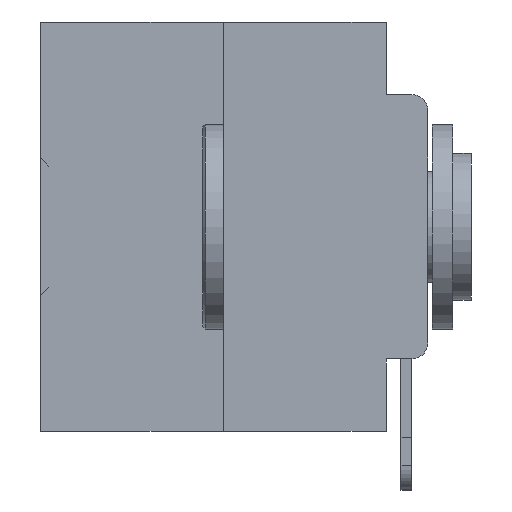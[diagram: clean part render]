
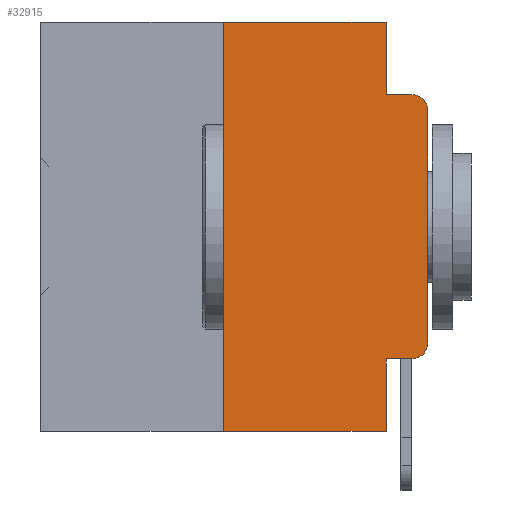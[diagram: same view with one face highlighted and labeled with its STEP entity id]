
A CAD part, left-side view. The second image highlights one B-rep face of the part: STEP entity #32915.
In plain terms, the highlighted planar face has unit normal (-1, 0, 0).
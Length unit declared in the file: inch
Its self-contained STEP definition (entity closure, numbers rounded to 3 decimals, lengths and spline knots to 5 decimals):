
#205 = EDGE_CURVE ( 'NONE', #21672, #22664, #7870, .T. ) ;
#365 = ORIENTED_EDGE ( 'NONE', *, *, #2280, .F. ) ;
#717 = CARTESIAN_POINT ( 'NONE',  ( 0., 0.051, -0.0885 ) ) ;
#782 = VECTOR ( 'NONE', #1780, 39.37008 ) ;
#851 = ORIENTED_EDGE ( 'NONE', *, *, #18549, .F. ) ;
#1780 = DIRECTION ( 'NONE',  ( 0., -1., 0. ) ) ;
#1808 = ORIENTED_EDGE ( 'NONE', *, *, #36246, .T. ) ;
#2237 = ORIENTED_EDGE ( 'NONE', *, *, #28282, .F. ) ;
#2280 = EDGE_CURVE ( 'NONE', #35383, #32987, #35395, .T. ) ;
#2317 = DIRECTION ( 'NONE',  ( 0., 0., -1. ) ) ;
#3229 = DIRECTION ( 'NONE',  ( -1., 0., 0. ) ) ;
#4568 = VECTOR ( 'NONE', #6620, 39.37008 ) ;
#5485 = CARTESIAN_POINT ( 'NONE',  ( 0., 0.473, 0. ) ) ;
#6620 = DIRECTION ( 'NONE',  ( 0., -1., 0. ) ) ;
#7870 = LINE ( 'NONE', #20050, #782 ) ;
#8028 = VERTEX_POINT ( 'NONE', #24374 ) ;
#9373 = DIRECTION ( 'NONE',  ( 0., 0., -1. ) ) ;
#9579 = CARTESIAN_POINT ( 'NONE',  ( 0., 0.02, -0.0885 ) ) ;
#9772 = VERTEX_POINT ( 'NONE', #36023 ) ;
#10147 = LINE ( 'NONE', #17777, #36861 ) ;
#10150 = ORIENTED_EDGE ( 'NONE', *, *, #205, .T. ) ;
#10452 = ORIENTED_EDGE ( 'NONE', *, *, #24549, .T. ) ;
#11594 = CARTESIAN_POINT ( 'NONE',  ( 0., 0., -0.3915 ) ) ;
#13176 = CARTESIAN_POINT ( 'NONE',  ( 0., 0.473, 0. ) ) ;
#13451 = LINE ( 'NONE', #13176, #20603 ) ;
#13832 = ORIENTED_EDGE ( 'NONE', *, *, #24421, .T. ) ;
#14321 = CARTESIAN_POINT ( 'NONE',  ( 0., 0.25, -0.5 ) ) ;
#14996 = VECTOR ( 'NONE', #21012, 39.37008 ) ;
#15599 = CARTESIAN_POINT ( 'NONE',  ( 0., 0.051, -0.0885 ) ) ;
#15852 = VECTOR ( 'NONE', #20856, 39.37008 ) ;
#16156 = DIRECTION ( 'NONE',  ( 0., 0., -1. ) ) ;
#16722 = DIRECTION ( 'NONE',  ( 0., -1., 0. ) ) ;
#17482 = LINE ( 'NONE', #15599, #4568 ) ;
#17777 = CARTESIAN_POINT ( 'NONE',  ( 0., 0.051, -0.4115 ) ) ;
#18004 = EDGE_CURVE ( 'NONE', #34953, #9772, #18720, .T. ) ;
#18151 = VERTEX_POINT ( 'NONE', #19940 ) ;
#18549 = EDGE_CURVE ( 'NONE', #23382, #35383, #13451, .T. ) ;
#18720 = LINE ( 'NONE', #36163, #15852 ) ;
#19899 = ORIENTED_EDGE ( 'NONE', *, *, #18004, .T. ) ;
#19940 = CARTESIAN_POINT ( 'NONE',  ( 0., 0.051, -0.4115 ) ) ;
#20050 = CARTESIAN_POINT ( 'NONE',  ( 0., 0.473, -0.5 ) ) ;
#20603 = VECTOR ( 'NONE', #16722, 39.37008 ) ;
#20713 = DIRECTION ( 'NONE',  ( 1., 0., 0. ) ) ;
#20856 = DIRECTION ( 'NONE',  ( 0., 0., 1. ) ) ;
#21012 = DIRECTION ( 'NONE',  ( 0., 0., 1. ) ) ;
#21166 = ORIENTED_EDGE ( 'NONE', *, *, #33891, .F. ) ;
#21420 = DIRECTION ( 'NONE',  ( 0., -1., 0. ) ) ;
#21423 = CARTESIAN_POINT ( 'NONE',  ( 0., 0.25, 0. ) ) ;
#21432 = ORIENTED_EDGE ( 'NONE', *, *, #26086, .F. ) ;
#21553 = CARTESIAN_POINT ( 'NONE',  ( 0., 0.02, -0.1085 ) ) ;
#21672 = VERTEX_POINT ( 'NONE', #14321 ) ;
#22062 = DIRECTION ( 'NONE',  ( -1., 0., 0. ) ) ;
#22664 = VERTEX_POINT ( 'NONE', #33773 ) ;
#23382 = VERTEX_POINT ( 'NONE', #37466 ) ;
#24374 = CARTESIAN_POINT ( 'NONE',  ( 0., 0.02, -0.4115 ) ) ;
#24421 = EDGE_CURVE ( 'NONE', #18151, #8028, #10147, .T. ) ;
#24475 = AXIS2_PLACEMENT_3D ( 'NONE', #5485, #20713, #2317 ) ;
#24481 = EDGE_LOOP ( 'NONE', ( #19899, #10452, #2237, #365, #851, #21166, #10150, #21432, #13832, #1808 ) ) ;
#24549 = EDGE_CURVE ( 'NONE', #9772, #36366, #33008, .T. ) ;
#25387 = CARTESIAN_POINT ( 'NONE',  ( 0., 0.051, 0. ) ) ;
#26086 = EDGE_CURVE ( 'NONE', #18151, #22664, #31478, .T. ) ;
#27395 = DIRECTION ( 'NONE',  ( 0., 0., -1. ) ) ;
#27702 = VECTOR ( 'NONE', #33991, 39.37008 ) ;
#28282 = EDGE_CURVE ( 'NONE', #32987, #36366, #17482, .T. ) ;
#28840 = AXIS2_PLACEMENT_3D ( 'NONE', #21553, #22062, #9373 ) ;
#29167 = CARTESIAN_POINT ( 'NONE',  ( 0., 0.051, 0. ) ) ;
#29529 = PLANE ( 'NONE',  #24475 ) ;
#30013 = CIRCLE ( 'NONE', #31692, 0.02 ) ;
#30833 = CARTESIAN_POINT ( 'NONE',  ( 0., 0.051, 0. ) ) ;
#31478 = LINE ( 'NONE', #30833, #27702 ) ;
#31692 = AXIS2_PLACEMENT_3D ( 'NONE', #36682, #3229, #27395 ) ;
#32066 = VECTOR ( 'NONE', #16156, 39.37008 ) ;
#32915 = ADVANCED_FACE ( 'NONE', ( #35093 ), #29529, .F. ) ;
#32987 = VERTEX_POINT ( 'NONE', #717 ) ;
#33008 = CIRCLE ( 'NONE', #28840, 0.02 ) ;
#33773 = CARTESIAN_POINT ( 'NONE',  ( 0., 0.051, -0.5 ) ) ;
#33891 = EDGE_CURVE ( 'NONE', #21672, #23382, #37859, .T. ) ;
#33991 = DIRECTION ( 'NONE',  ( 0., 0., -1. ) ) ;
#34953 = VERTEX_POINT ( 'NONE', #11594 ) ;
#35093 = FACE_OUTER_BOUND ( 'NONE', #24481, .T. ) ;
#35383 = VERTEX_POINT ( 'NONE', #29167 ) ;
#35395 = LINE ( 'NONE', #25387, #32066 ) ;
#36023 = CARTESIAN_POINT ( 'NONE',  ( 0., 0., -0.1085 ) ) ;
#36163 = CARTESIAN_POINT ( 'NONE',  ( 0., 0., 0. ) ) ;
#36246 = EDGE_CURVE ( 'NONE', #8028, #34953, #30013, .T. ) ;
#36366 = VERTEX_POINT ( 'NONE', #9579 ) ;
#36682 = CARTESIAN_POINT ( 'NONE',  ( 0., 0.02, -0.3915 ) ) ;
#36861 = VECTOR ( 'NONE', #21420, 39.37008 ) ;
#37466 = CARTESIAN_POINT ( 'NONE',  ( 0., 0.25, 0. ) ) ;
#37859 = LINE ( 'NONE', #21423, #14996 ) ;
